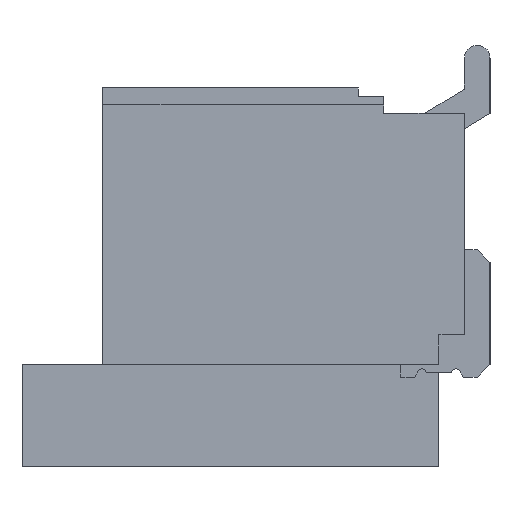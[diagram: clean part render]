
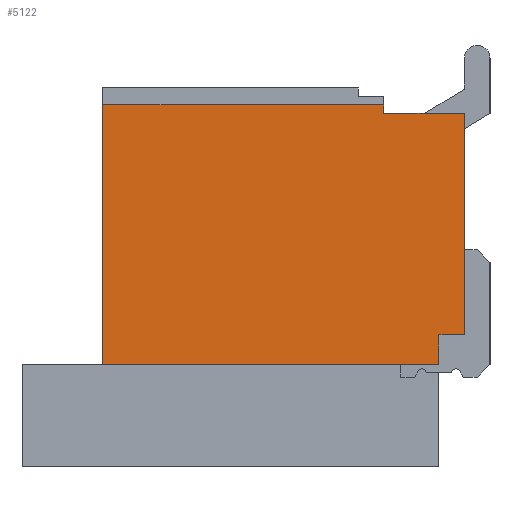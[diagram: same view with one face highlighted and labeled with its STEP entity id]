
A CAD part, left-side view. The second image highlights one B-rep face of the part: STEP entity #5122.
In plain terms, the highlighted planar face has unit normal (-1, 0, 0).
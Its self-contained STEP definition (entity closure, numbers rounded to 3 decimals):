
#1032=ORIENTED_EDGE('',*,*,#2118,.F.);
#1033=ORIENTED_EDGE('',*,*,#1973,.F.);
#1034=ORIENTED_EDGE('',*,*,#2012,.F.);
#1035=ORIENTED_EDGE('',*,*,#1955,.F.);
#1036=ORIENTED_EDGE('',*,*,#1959,.F.);
#1037=ORIENTED_EDGE('',*,*,#2119,.F.);
#1038=ORIENTED_EDGE('',*,*,#2120,.F.);
#1039=ORIENTED_EDGE('',*,*,#2107,.F.);
#1955=EDGE_CURVE('',#2554,#2555,#3134,.T.);
#1959=EDGE_CURVE('',#2557,#2554,#3138,.T.);
#1973=EDGE_CURVE('',#2570,#2571,#3152,.T.);
#2012=EDGE_CURVE('',#2555,#2570,#3191,.T.);
#2107=EDGE_CURVE('',#2688,#2689,#3282,.T.);
#2118=EDGE_CURVE('',#2571,#2688,#3293,.T.);
#2119=EDGE_CURVE('',#2697,#2557,#3294,.T.);
#2120=EDGE_CURVE('',#2689,#2697,#3295,.T.);
#2554=VERTEX_POINT('',#8518);
#2555=VERTEX_POINT('',#8520);
#2557=VERTEX_POINT('',#8526);
#2570=VERTEX_POINT('',#8556);
#2571=VERTEX_POINT('',#8558);
#2688=VERTEX_POINT('',#8823);
#2689=VERTEX_POINT('',#8825);
#2697=VERTEX_POINT('',#8847);
#3134=LINE('',#8519,#3825);
#3138=LINE('',#8527,#3829);
#3152=LINE('',#8557,#3843);
#3191=LINE('',#8634,#3882);
#3282=LINE('',#8824,#3973);
#3293=LINE('',#8845,#3984);
#3294=LINE('',#8846,#3985);
#3295=LINE('',#8848,#3986);
#3825=VECTOR('',#7138,1000.);
#3829=VECTOR('',#7144,1000.);
#3843=VECTOR('',#7164,1000.);
#3882=VECTOR('',#7205,1000.);
#3973=VECTOR('',#7332,1000.);
#3984=VECTOR('',#7347,1000.);
#3985=VECTOR('',#7348,1000.);
#3986=VECTOR('',#7349,1000.);
#4343=EDGE_LOOP('',(#1032,#1033,#1034,#1035,#1036,#1037,#1038,#1039));
#4612=FACE_BOUND('',#4343,.T.);
#4861=PLANE('',#6325);
#5122=ADVANCED_FACE('',(#4612),#4861,.F.);
#6325=AXIS2_PLACEMENT_3D('',#8844,#7345,#7346);
#7138=DIRECTION('',(0.,0.,-1.));
#7144=DIRECTION('',(0.,1.,0.));
#7164=DIRECTION('',(0.,0.,1.));
#7205=DIRECTION('',(0.,1.,0.));
#7332=DIRECTION('',(0.,0.,-1.));
#7345=DIRECTION('',(1.,0.,0.));
#7346=DIRECTION('',(0.,0.,-1.));
#7347=DIRECTION('',(0.,-1.,0.));
#7348=DIRECTION('',(0.,0.,-1.));
#7349=DIRECTION('',(0.,-1.,0.));
#8518=CARTESIAN_POINT('',(-5.7,0.3,-0.675));
#8519=CARTESIAN_POINT('',(-5.7,0.3,-0.675));
#8520=CARTESIAN_POINT('',(-5.7,0.3,-1.025));
#8526=CARTESIAN_POINT('',(-5.7,0.,-0.675));
#8527=CARTESIAN_POINT('',(-5.7,0.,-0.675));
#8556=CARTESIAN_POINT('',(-5.7,4.25,-1.025));
#8557=CARTESIAN_POINT('',(-5.7,4.25,-1.025));
#8558=CARTESIAN_POINT('',(-5.7,4.25,2.025));
#8634=CARTESIAN_POINT('',(-5.7,0.,-1.025));
#8823=CARTESIAN_POINT('',(-5.7,0.95,2.025));
#8824=CARTESIAN_POINT('',(-5.7,0.95,2.125));
#8825=CARTESIAN_POINT('',(-5.7,0.95,1.925));
#8844=CARTESIAN_POINT('',(-5.7,0.,0.));
#8845=CARTESIAN_POINT('',(-5.7,5.2,2.025));
#8846=CARTESIAN_POINT('',(-5.7,0.,1.925));
#8847=CARTESIAN_POINT('',(-5.7,0.,1.925));
#8848=CARTESIAN_POINT('',(-5.7,0.95,1.925));
